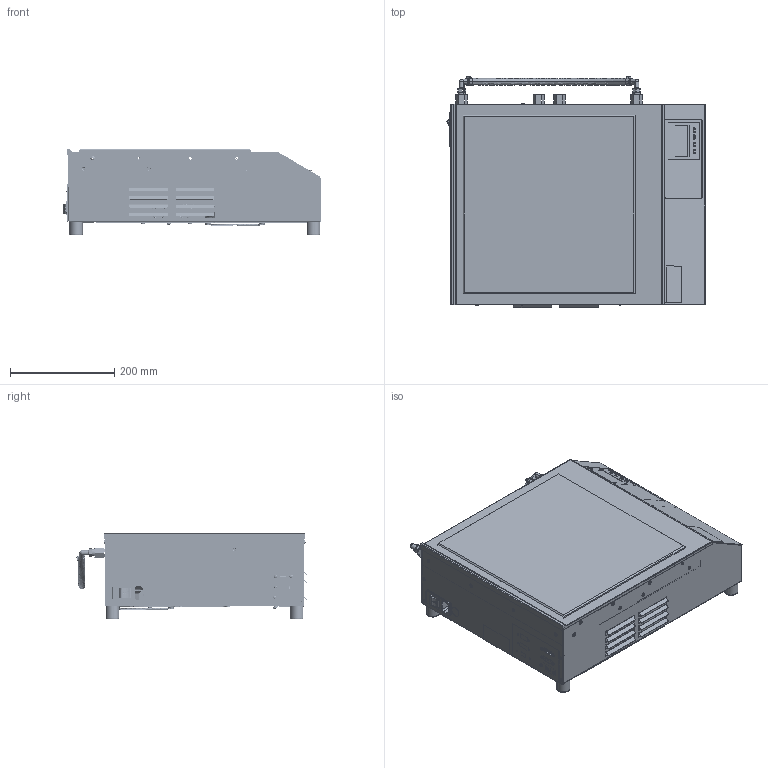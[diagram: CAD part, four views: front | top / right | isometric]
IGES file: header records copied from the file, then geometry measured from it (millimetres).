
Start section: SolidWorks IGES file using analytic representation for surfaces
Global section: file name: LHP-1800CPV.IGS; native system: SolidWorks 2017; preprocessor: SolidWorks 2017; author: Afshin; date: 170524.134105; units: inch
Bounding box: 495.25 x 443.5 x 165.48 mm (x, y, z)
Surface area: 1324517.2 mm2 (no closed solid volume)
Topology: 0 solids, 0 shells, 929 faces, 19310 edges, 19262 vertices
Faces by surface type: bspline 551, revolution 378
